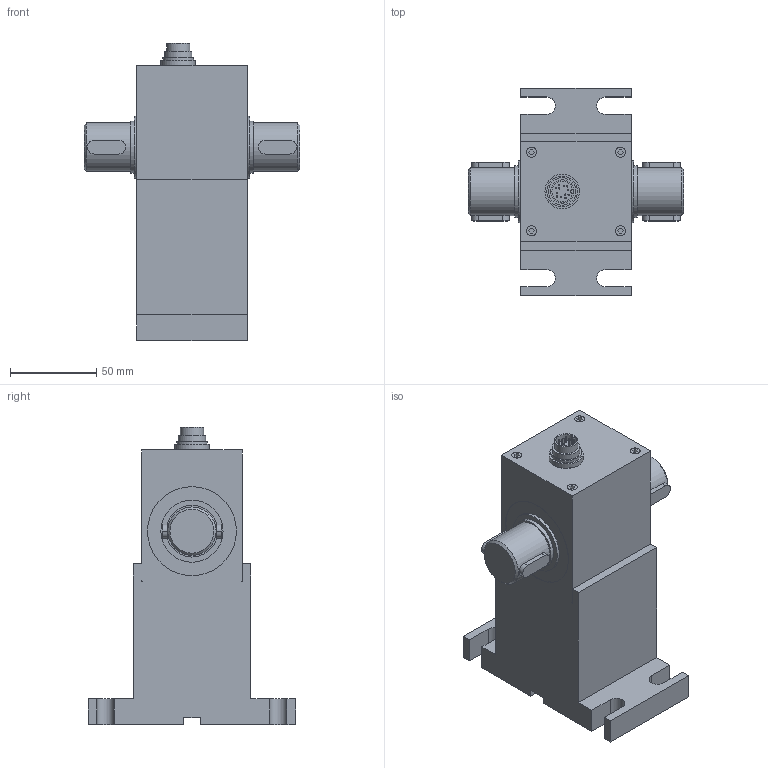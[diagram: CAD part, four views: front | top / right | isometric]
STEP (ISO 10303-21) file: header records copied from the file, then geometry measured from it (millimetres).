
FILE_DESCRIPTION((''),'2;1');
FILE_NAME('TRS705 100- 200 N-m.stp','2010-12-13T16:11:49',('thomasl'),(''),'Autodesk Inventor 2008','Autodesk Inventor 2008','');
FILE_SCHEMA(('AUTOMOTIVE_DESIGN { 1 0 10303 214 1 1 1 1 }'));
Length unit declared in the file: inch
Products named in the file (2): TRS705 100- 200 N-m; PART1
Assembly tree (1 placements, depth 2):
  TRS705 100- 200 N-m
    PART1
Bounding box: 125 x 120 x 172.03 mm (x, y, z)
Volume: 700680.6 mm3; surface area: 84592.5 mm2
Topology: 3 solids, 20 shells, 354 faces, 817 edges, 544 vertices
Faces by surface type: plane 207, cylinder 117, cone 26, torus 4
Full cylindrical faces by diameter (mm): 0.762 x12, 2.896 x4, 3.505 x4, 3.556 x4, 4.334 x4, 5 x8, 5.5 x4, 5.74 x4, 5.842 x4, 8.5 x4, 12.5 x4, 13.462 x1, 15.875 x1, 17.78 x1, 19.05 x1, 20 x1, 28 x2, 30 x2, 36 x2, 51.5 x2
Entity records: 9250 total; most frequent: CARTESIAN_POINT 1639, DIRECTION 1618, ORIENTED_EDGE 1360, EDGE_CURVE 680, AXIS2_PLACEMENT_3D 629, EDGE_LOOP 516, VERTEX_POINT 506, VECTOR 360
